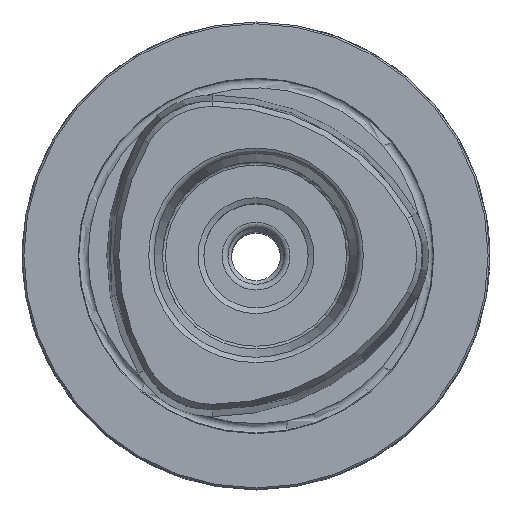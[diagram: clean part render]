
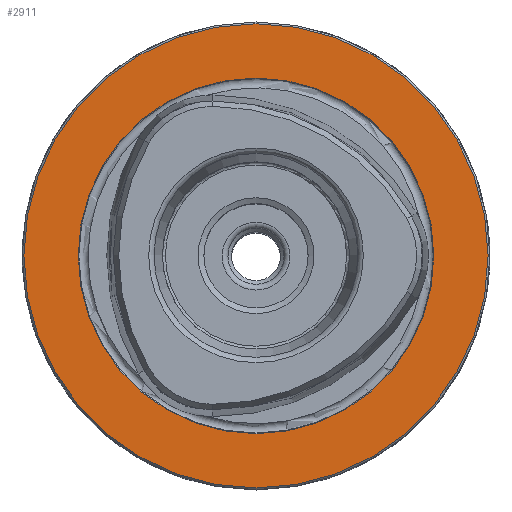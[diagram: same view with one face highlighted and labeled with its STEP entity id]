
A CAD part, top view. The second image highlights one B-rep face of the part: STEP entity #2911.
In plain terms, the highlighted planar face has unit normal (0, 0, 1).
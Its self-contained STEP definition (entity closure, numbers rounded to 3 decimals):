
#424=ORIENTED_EDGE('',*,*,#856,.F.);
#425=ORIENTED_EDGE('',*,*,#797,.T.);
#797=EDGE_CURVE('',#1026,#1026,#1201,.T.);
#856=EDGE_CURVE('',#1070,#1070,#1209,.T.);
#1026=VERTEX_POINT('',#4056);
#1070=VERTEX_POINT('',#4278);
#1201=CIRCLE('',#3068,39.7);
#1209=CIRCLE('',#3110,30.414);
#1372=EDGE_LOOP('',(#424));
#1373=EDGE_LOOP('',(#425));
#1616=FACE_BOUND('',#1372,.T.);
#1617=FACE_BOUND('',#1373,.T.);
#1807=PLANE('',#3109);
#2911=ADVANCED_FACE('',(#1616,#1617),#1807,.T.);
#3068=AXIS2_PLACEMENT_3D('',#4055,#3414,#3415);
#3109=AXIS2_PLACEMENT_3D('',#4276,#3520,#3521);
#3110=AXIS2_PLACEMENT_3D('',#4277,#3522,#3523);
#3414=DIRECTION('',(0.,0.,1.));
#3415=DIRECTION('',(1.,0.,0.));
#3520=DIRECTION('',(0.,0.,1.));
#3521=DIRECTION('',(1.,0.,0.));
#3522=DIRECTION('',(0.,0.,1.));
#3523=DIRECTION('',(1.,0.,0.));
#4055=CARTESIAN_POINT('',(0.,0.,0.));
#4056=CARTESIAN_POINT('',(39.7,0.,0.));
#4276=CARTESIAN_POINT('',(30.25,0.,0.));
#4277=CARTESIAN_POINT('',(0.,0.,0.));
#4278=CARTESIAN_POINT('',(30.414,0.,0.));
